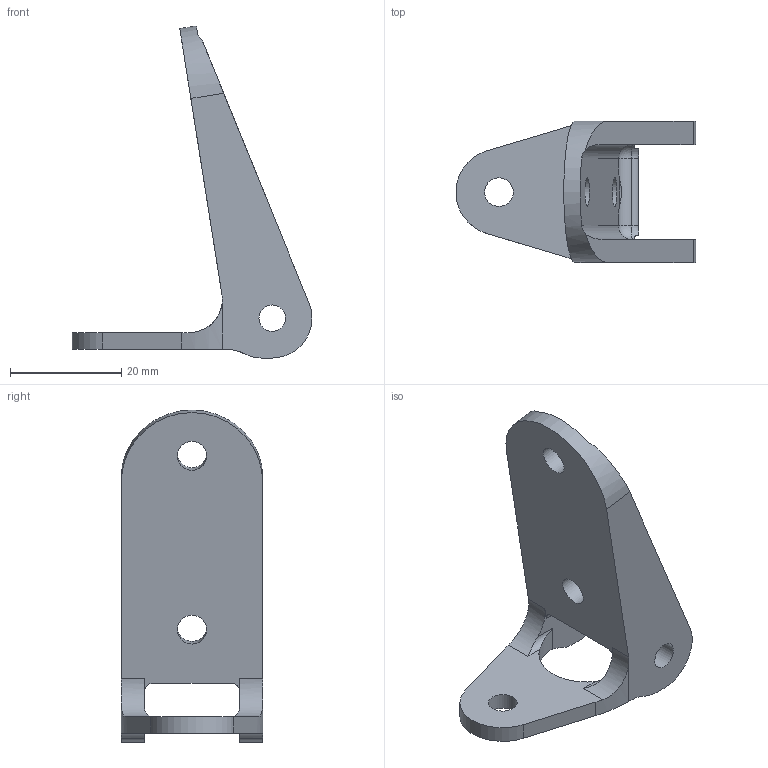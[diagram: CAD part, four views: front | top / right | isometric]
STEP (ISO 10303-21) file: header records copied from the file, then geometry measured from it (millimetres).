
FILE_DESCRIPTION(('FreeCAD Model'),'2;1');
FILE_NAME('Open CASCADE Shape Model','2025-11-20T14:57:44',('Author'),( ''),'Open CASCADE STEP processor 7.8','FreeCAD','Unknown');
FILE_SCHEMA(('AUTOMOTIVE_DESIGN { 1 0 10303 214 1 1 1 1 }'));
Length unit declared in the file: millimetre
Products named in the file (1): pagu3B707623yorj002
Bounding box: 43.08 x 25.4 x 59.62 mm (x, y, z)
Volume: 8588.3 mm3; surface area: 6010.8 mm2
Topology: 1 solids, 1 shells, 51 faces, 151 edges, 98 vertices
Faces by surface type: cylinder 29, plane 18, torus 2, sphere 2
Full cylindrical faces by diameter (mm): 4.762 x2, 5.152 x1, 5.242 x2
Entity records: 1872 total; most frequent: CARTESIAN_POINT 459, ORIENTED_EDGE 298, DIRECTION 290, EDGE_CURVE 149, AXIS2_PLACEMENT_3D 111, VERTEX_POINT 98, LINE 68, VECTOR 68
